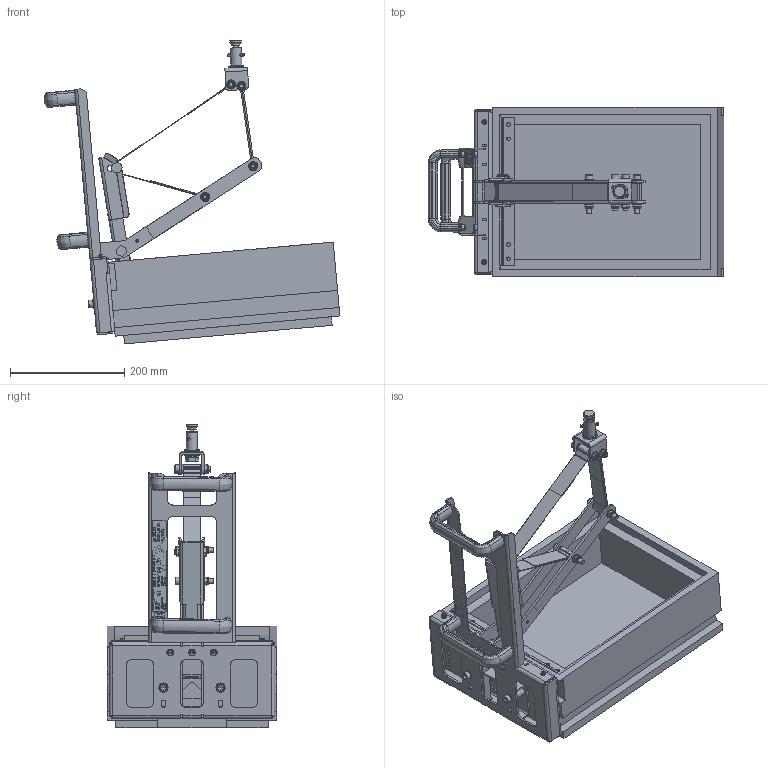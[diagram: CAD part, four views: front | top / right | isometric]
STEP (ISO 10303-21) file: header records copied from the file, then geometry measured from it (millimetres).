
FILE_DESCRIPTION(/* description */ (''),/* implementation_level */ '2;1');
FILE_NAME(/* name */ 'ENG-2005356.stp',/* time_stamp */ '2019-04-18T11:07:49+02:00',/* author */ ('helmut.rube'),/* organization */ (''),/* preprocessor_version */ 'ST-DEVELOPER v17.2',/* originating_system */ 'Autodesk Inventor 2019',/* authorisation */ '');
FILE_SCHEMA (('AUTOMOTIVE_DESIGN { 1 0 10303 214 3 1 1 }'));
Products named in the file (1): ENG-2005353
Bounding box: 517.97 x 297 x 532.19 mm (x, y, z)
Volume: 8560812 mm3; surface area: 1041482 mm2
Topology: 20 solids, 34 shells, 5193 faces, 14080 edges, 9322 vertices
Faces by surface type: plane 2784, bspline 1758, cylinder 441, cone 110, torus 64, sphere 36
Full cylindrical faces by diameter (mm): 2 x18, 2.25 x5, 2.279 x1, 4 x1, 4.134 x4, 4.3 x2, 4.567 x1, 4.917 x4, 5 x4, 5.3 x3, 5.5 x3, 6 x4, 6.4 x4, 6.5 x4, 6.647 x2, 7 x4, 8 x13, 8.4 x12, 8.5 x9, 9 x2, 10 x9, 10.1 x3, 10.106 x1, 10.5 x2, 11 x4, 11.05 x6, 11.053 x1, 12 x13, 12.5 x1, 13 x7
Entity records: 184796 total; most frequent: CARTESIAN_POINT 59691, ORIENTED_EDGE 28116, DIRECTION 18627, EDGE_CURVE 14058, VERTEX_POINT 9322, LINE 8739, VECTOR 8739, EDGE_LOOP 5820
